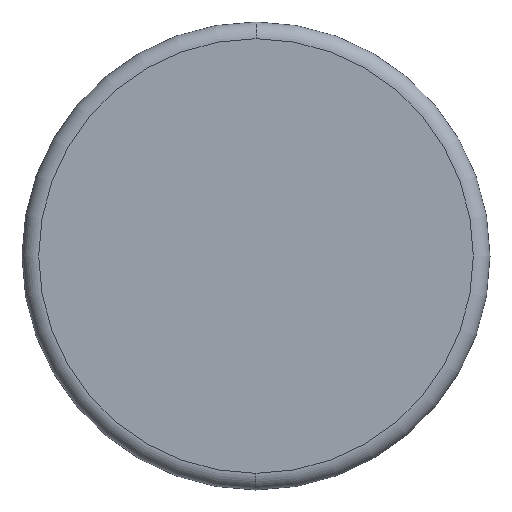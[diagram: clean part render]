
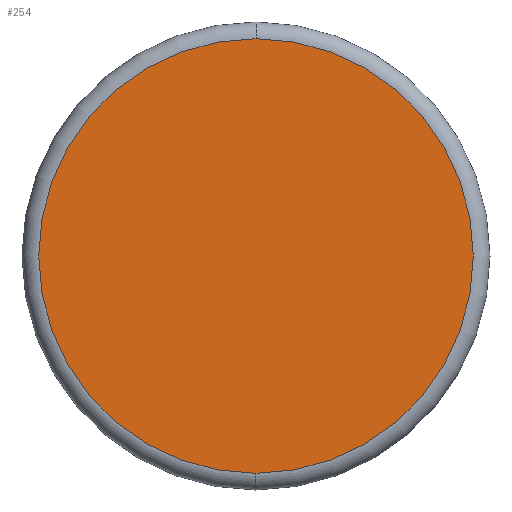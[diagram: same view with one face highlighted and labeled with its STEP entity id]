
A CAD part, left-side view. The second image highlights one B-rep face of the part: STEP entity #254.
In plain terms, the highlighted planar face has unit normal (-1, 0, 0).
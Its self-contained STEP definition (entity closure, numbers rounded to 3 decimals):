
#18 = CIRCLE ( 'NONE', #126, 13. ) ;
#24 = VERTEX_POINT ( 'NONE', #169 ) ;
#47 = CIRCLE ( 'NONE', #245, 13. ) ;
#74 = DIRECTION ( 'NONE',  ( -1., 0., 0. ) ) ;
#90 = CARTESIAN_POINT ( 'NONE',  ( -3., 0., -13. ) ) ;
#92 = DIRECTION ( 'NONE',  ( 0., 0., 1. ) ) ;
#103 = DIRECTION ( 'NONE',  ( 1., 0., 0. ) ) ;
#104 = PLANE ( 'NONE',  #144 ) ;
#126 = AXIS2_PLACEMENT_3D ( 'NONE', #180, #282, #92 ) ;
#131 = CARTESIAN_POINT ( 'NONE',  ( -3., 13., 0. ) ) ;
#144 = AXIS2_PLACEMENT_3D ( 'NONE', #131, #103, #182 ) ;
#169 = CARTESIAN_POINT ( 'NONE',  ( -3., 0., 13. ) ) ;
#179 = EDGE_CURVE ( 'NONE', #195, #24, #18, .T. ) ;
#180 = CARTESIAN_POINT ( 'NONE',  ( -3., 0., 0. ) ) ;
#182 = DIRECTION ( 'NONE',  ( 0., 0., -1. ) ) ;
#195 = VERTEX_POINT ( 'NONE', #90 ) ;
#205 = DIRECTION ( 'NONE',  ( 0., 0., 1. ) ) ;
#223 = ORIENTED_EDGE ( 'NONE', *, *, #324, .T. ) ;
#236 = FACE_OUTER_BOUND ( 'NONE', #266, .T. ) ;
#245 = AXIS2_PLACEMENT_3D ( 'NONE', #320, #74, #205 ) ;
#254 = ADVANCED_FACE ( 'NONE', ( #236 ), #104, .F. ) ;
#266 = EDGE_LOOP ( 'NONE', ( #223, #299 ) ) ;
#282 = DIRECTION ( 'NONE',  ( -1., 0., 0. ) ) ;
#299 = ORIENTED_EDGE ( 'NONE', *, *, #179, .T. ) ;
#320 = CARTESIAN_POINT ( 'NONE',  ( -3., 0., 0. ) ) ;
#324 = EDGE_CURVE ( 'NONE', #24, #195, #47, .T. ) ;
